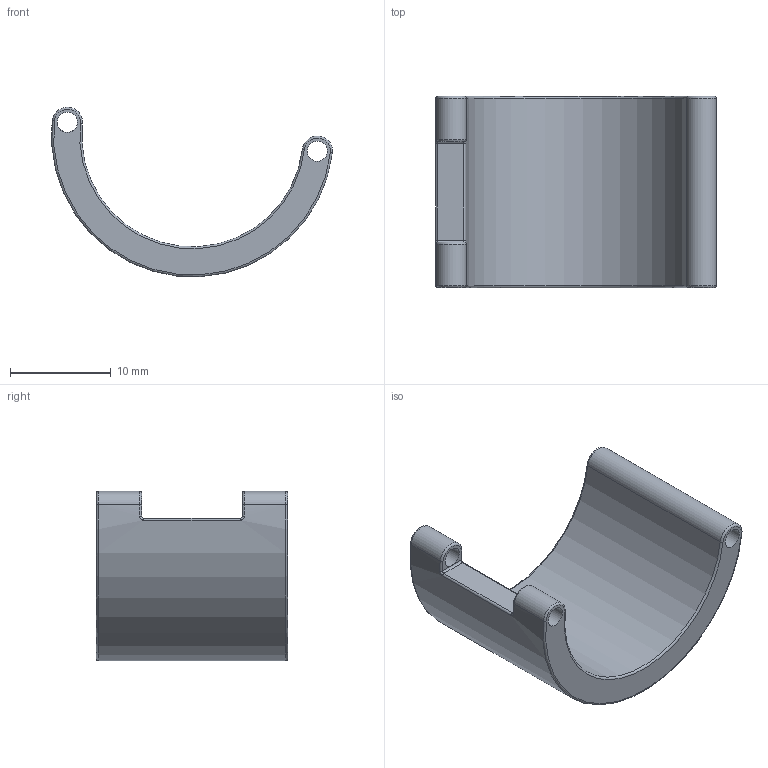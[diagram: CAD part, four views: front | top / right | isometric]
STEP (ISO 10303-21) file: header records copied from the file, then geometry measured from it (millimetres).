
FILE_DESCRIPTION(/* description */ ('STEP AP242','CAx-IF Rec.Pracs.---Representation and Presentation of Product Manufacturing Information (PMI)---4.0---2014-10-13','CAx-IF Rec.Pracs.---3D Tessellated Geometry---0.4---2014-09-14','2;1'),/* implementation_level */ '2;1');
FILE_NAME(/* name */ '62f25ffba4a18738b4e22a56',/* time_stamp */ '2022-08-09T13:24:12+00:00',/* author */ (''),/* organization */ (''),/* preprocessor_version */ 'ST-DEVELOPER v18.102',/* originating_system */ ' ',/* authorisation */ ' ');
FILE_SCHEMA (('AP242_MANAGED_MODEL_BASED_3D_ENGINEERING_MIM_LF { 1 0 10303 442 1 1 4 }'));
Length unit declared in the file: metre
Products named in the file (1): Part 1
Bounding box: 27.91 x 19 x 16.83 mm (x, y, z)
Volume: 2204.2 mm3; surface area: 2026.9 mm2
Topology: 1 solids, 1 shells, 35 faces, 85 edges, 50 vertices
Faces by surface type: torus 14, cylinder 12, plane 5, bspline 4
Full cylindrical faces by diameter (mm): 2 x3
Entity records: 1072 total; most frequent: CARTESIAN_POINT 238, DIRECTION 188, ORIENTED_EDGE 160, AXIS2_PLACEMENT_3D 86, EDGE_CURVE 80, CIRCLE 54, VERTEX_POINT 48, EDGE_LOOP 42
